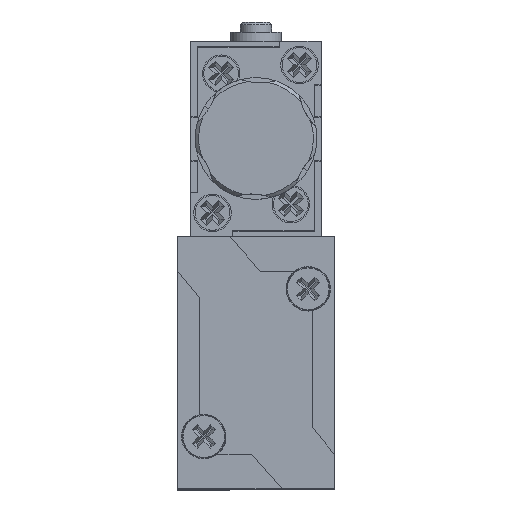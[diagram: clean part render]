
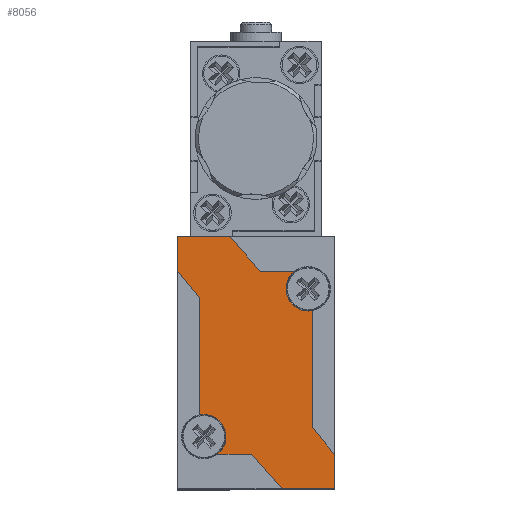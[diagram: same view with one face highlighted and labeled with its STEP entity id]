
A CAD part, top view. The second image highlights one B-rep face of the part: STEP entity #8056.
In plain terms, the highlighted planar face has unit normal (0, 0, 1).
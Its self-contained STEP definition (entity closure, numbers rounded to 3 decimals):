
#616 = EDGE_LOOP ( 'NONE', ( #4024, #4025, #4026, #4027, #4028, #4029, #4030, #4031, #4032, #4033, #4034, #4035, #4036, #4037, #4038 ) ) ;
#1082 = CIRCLE ( 'NONE', #10045, 2.55 ) ;
#1158 = LINE ( 'NONE', #10649, #1159 ) ;
#1159 = VECTOR ( 'NONE', #10650, 1000. ) ;
#1170 = LINE ( 'NONE', #10661, #1171 ) ;
#1171 = VECTOR ( 'NONE', #10662, 1000. ) ;
#1185 = LINE ( 'NONE', #10681, #1187 ) ;
#1187 = VECTOR ( 'NONE', #10682, 1000. ) ;
#1190 = LINE ( 'NONE', #10685, #1191 ) ;
#1191 = VECTOR ( 'NONE', #10686, 1000. ) ;
#2840 = CARTESIAN_POINT ( 'NONE',  ( -9., -4., 2.5 ) ) ;
#2862 = CARTESIAN_POINT ( 'NONE',  ( -9., 0., 2.5 ) ) ;
#2914 = CARTESIAN_POINT ( 'NONE',  ( 6.5, -8.513, 2.5 ) ) ;
#2916 = CARTESIAN_POINT ( 'NONE',  ( 0.5, -4., 2.5 ) ) ;
#2928 = CARTESIAN_POINT ( 'NONE',  ( 3., -29., 2.5 ) ) ;
#2930 = CARTESIAN_POINT ( 'NONE',  ( -6.5, -20.512, 2.5 ) ) ;
#2936 = CARTESIAN_POINT ( 'NONE',  ( -0.5, -25., 2.5 ) ) ;
#2937 = CARTESIAN_POINT ( 'NONE',  ( -3.45, -23.012, 2.5 ) ) ;
#2964 = CARTESIAN_POINT ( 'NONE',  ( 6.5, -22., 2.5 ) ) ;
#2998 = CARTESIAN_POINT ( 'NONE',  ( -3., 0., 2.5 ) ) ;
#3035 = CARTESIAN_POINT ( 'NONE',  ( 4.433, -4., 2.5 ) ) ;
#3081 = CARTESIAN_POINT ( 'NONE',  ( -6.5, -7., 2.5 ) ) ;
#3082 = CARTESIAN_POINT ( 'NONE',  ( -4.403, -25., 2.5 ) ) ;
#3091 = CARTESIAN_POINT ( 'NONE',  ( 9., -29., 2.5 ) ) ;
#3142 = CARTESIAN_POINT ( 'NONE',  ( 9., -25., 2.5 ) ) ;
#3666 = PLANE ( 'NONE',  #9876 ) ;
#3667 = CARTESIAN_POINT ( 'NONE',  ( -9., -25., 2.5 ) ) ;
#3668 = DIRECTION ( 'NONE',  ( 0., 0., 1. ) ) ;
#3669 = DIRECTION ( 'NONE',  ( 1., 0., 0. ) ) ;
#4024 = ORIENTED_EDGE ( 'NONE', *, *, #12442, .F. ) ;
#4025 = ORIENTED_EDGE ( 'NONE', *, *, #12438, .T. ) ;
#4026 = ORIENTED_EDGE ( 'NONE', *, *, #12441, .T. ) ;
#4027 = ORIENTED_EDGE ( 'NONE', *, *, #12424, .T. ) ;
#4028 = ORIENTED_EDGE ( 'NONE', *, *, #12407, .T. ) ;
#4029 = ORIENTED_EDGE ( 'NONE', *, *, #12427, .T. ) ;
#4030 = ORIENTED_EDGE ( 'NONE', *, *, #12429, .T. ) ;
#4031 = ORIENTED_EDGE ( 'NONE', *, *, #12366, .F. ) ;
#4032 = ORIENTED_EDGE ( 'NONE', *, *, #12443, .F. ) ;
#4033 = ORIENTED_EDGE ( 'NONE', *, *, #12430, .T. ) ;
#4034 = ORIENTED_EDGE ( 'NONE', *, *, #12433, .T. ) ;
#4035 = ORIENTED_EDGE ( 'NONE', *, *, #12422, .T. ) ;
#4036 = ORIENTED_EDGE ( 'NONE', *, *, #12413, .T. ) ;
#4037 = ORIENTED_EDGE ( 'NONE', *, *, #12435, .T. ) ;
#4038 = ORIENTED_EDGE ( 'NONE', *, *, #12437, .T. ) ;
#6828 = VERTEX_POINT ( 'NONE', #2840 ) ;
#6850 = VERTEX_POINT ( 'NONE', #2862 ) ;
#6902 = VERTEX_POINT ( 'NONE', #2914 ) ;
#6904 = VERTEX_POINT ( 'NONE', #2916 ) ;
#6916 = VERTEX_POINT ( 'NONE', #2928 ) ;
#6918 = VERTEX_POINT ( 'NONE', #2930 ) ;
#6924 = VERTEX_POINT ( 'NONE', #2936 ) ;
#6925 = VERTEX_POINT ( 'NONE', #2937 ) ;
#6952 = VERTEX_POINT ( 'NONE', #2964 ) ;
#7004 = VERTEX_POINT ( 'NONE', #2998 ) ;
#7073 = VERTEX_POINT ( 'NONE', #3035 ) ;
#7158 = VERTEX_POINT ( 'NONE', #3081 ) ;
#7160 = VERTEX_POINT ( 'NONE', #3082 ) ;
#7176 = VERTEX_POINT ( 'NONE', #3091 ) ;
#7279 = VERTEX_POINT ( 'NONE', #3142 ) ;
#8056 = ADVANCED_FACE ( 'NONE', ( #15404 ), #3666, .T. ) ;
#9876 = AXIS2_PLACEMENT_3D ( 'NONE', #3667, #3668, #3669 ) ;
#10045 = AXIS2_PLACEMENT_3D ( 'NONE', #10562, #10563, #10564 ) ;
#10052 = AXIS2_PLACEMENT_3D ( 'NONE', #10721, #10722, #10723 ) ;
#10053 = AXIS2_PLACEMENT_3D ( 'NONE', #10724, #10725, #10726 ) ;
#10562 = CARTESIAN_POINT ( 'NONE',  ( -6., -23.012, 2.5 ) ) ;
#10563 = DIRECTION ( 'NONE',  ( 0., 0., 1. ) ) ;
#10564 = DIRECTION ( 'NONE',  ( 1., 0., 0. ) ) ;
#10649 = CARTESIAN_POINT ( 'NONE',  ( -9., 0., 2.5 ) ) ;
#10650 = DIRECTION ( 'NONE',  ( 0., -1., 0. ) ) ;
#10661 = CARTESIAN_POINT ( 'NONE',  ( 9., -29., 2.5 ) ) ;
#10662 = DIRECTION ( 'NONE',  ( 0., 1., 0. ) ) ;
#10681 = CARTESIAN_POINT ( 'NONE',  ( 3., -29., 2.5 ) ) ;
#10682 = DIRECTION ( 'NONE',  ( 1., 0., 0. ) ) ;
#10685 = CARTESIAN_POINT ( 'NONE',  ( -3., 0., 2.5 ) ) ;
#10686 = DIRECTION ( 'NONE',  ( -1., 0., 0. ) ) ;
#10691 = CARTESIAN_POINT ( 'NONE',  ( -9., -4., 2.5 ) ) ;
#10692 = DIRECTION ( 'NONE',  ( 0.64, -0.768, 0. ) ) ;
#10695 = CARTESIAN_POINT ( 'NONE',  ( -6.5, -7., 2.5 ) ) ;
#10696 = DIRECTION ( 'NONE',  ( 0., -1., 0. ) ) ;
#10697 = CARTESIAN_POINT ( 'NONE',  ( -6.5, -25., 2.5 ) ) ;
#10698 = DIRECTION ( 'NONE',  ( 1., 0., 0. ) ) ;
#10703 = CARTESIAN_POINT ( 'NONE',  ( -0.5, -25., 2.5 ) ) ;
#10704 = DIRECTION ( 'NONE',  ( 0.659, -0.753, 0. ) ) ;
#10707 = CARTESIAN_POINT ( 'NONE',  ( 9., -25., 2.5 ) ) ;
#10708 = DIRECTION ( 'NONE',  ( -0.64, 0.768, 0. ) ) ;
#10711 = CARTESIAN_POINT ( 'NONE',  ( 6.5, -22., 2.5 ) ) ;
#10712 = DIRECTION ( 'NONE',  ( 0., 1., 0. ) ) ;
#10713 = CARTESIAN_POINT ( 'NONE',  ( 0.5, -4., 2.5 ) ) ;
#10714 = DIRECTION ( 'NONE',  ( -1., 0., 0. ) ) ;
#10719 = CARTESIAN_POINT ( 'NONE',  ( -3., 0., 2.5 ) ) ;
#10720 = DIRECTION ( 'NONE',  ( -0.659, 0.753, 0. ) ) ;
#10721 = CARTESIAN_POINT ( 'NONE',  ( 6., -6.012, 2.5 ) ) ;
#10722 = DIRECTION ( 'NONE',  ( 0., 0., 1. ) ) ;
#10723 = DIRECTION ( 'NONE',  ( 1., 0., 0. ) ) ;
#10724 = CARTESIAN_POINT ( 'NONE',  ( -6., -23.012, 2.5 ) ) ;
#10725 = DIRECTION ( 'NONE',  ( 0., 0., 1. ) ) ;
#10726 = DIRECTION ( 'NONE',  ( 1., 0., 0. ) ) ;
#10907 = LINE ( 'NONE', #10691, #10908 ) ;
#10908 = VECTOR ( 'NONE', #10692, 1000. ) ;
#10911 = LINE ( 'NONE', #10695, #10912 ) ;
#10912 = VECTOR ( 'NONE', #10696, 1000. ) ;
#10913 = LINE ( 'NONE', #10697, #10914 ) ;
#10914 = VECTOR ( 'NONE', #10698, 1000. ) ;
#10919 = LINE ( 'NONE', #10703, #10920 ) ;
#10920 = VECTOR ( 'NONE', #10704, 1000. ) ;
#10923 = LINE ( 'NONE', #10707, #10924 ) ;
#10924 = VECTOR ( 'NONE', #10708, 1000. ) ;
#10927 = LINE ( 'NONE', #10711, #10928 ) ;
#10928 = VECTOR ( 'NONE', #10712, 1000. ) ;
#10929 = LINE ( 'NONE', #10713, #10930 ) ;
#10930 = VECTOR ( 'NONE', #10714, 1000. ) ;
#10935 = LINE ( 'NONE', #10719, #10936 ) ;
#10936 = VECTOR ( 'NONE', #10720, 1000. ) ;
#10937 = CIRCLE ( 'NONE', #10052, 2.55 ) ;
#10938 = CIRCLE ( 'NONE', #10053, 2.55 ) ;
#12366 = EDGE_CURVE ( 'NONE', #6925, #6918, #1082, .T. ) ;
#12407 = EDGE_CURVE ( 'NONE', #6850, #6828, #1158, .T. ) ;
#12413 = EDGE_CURVE ( 'NONE', #7176, #7279, #1170, .T. ) ;
#12422 = EDGE_CURVE ( 'NONE', #6916, #7176, #1185, .T. ) ;
#12424 = EDGE_CURVE ( 'NONE', #7004, #6850, #1190, .T. ) ;
#12427 = EDGE_CURVE ( 'NONE', #6828, #7158, #10907, .T. ) ;
#12429 = EDGE_CURVE ( 'NONE', #7158, #6918, #10911, .T. ) ;
#12430 = EDGE_CURVE ( 'NONE', #7160, #6924, #10913, .T. ) ;
#12433 = EDGE_CURVE ( 'NONE', #6924, #6916, #10919, .T. ) ;
#12435 = EDGE_CURVE ( 'NONE', #7279, #6952, #10923, .T. ) ;
#12437 = EDGE_CURVE ( 'NONE', #6952, #6902, #10927, .T. ) ;
#12438 = EDGE_CURVE ( 'NONE', #7073, #6904, #10929, .T. ) ;
#12441 = EDGE_CURVE ( 'NONE', #6904, #7004, #10935, .T. ) ;
#12442 = EDGE_CURVE ( 'NONE', #7073, #6902, #10937, .T. ) ;
#12443 = EDGE_CURVE ( 'NONE', #7160, #6925, #10938, .T. ) ;
#15404 = FACE_OUTER_BOUND ( 'NONE', #616, .T. ) ;
